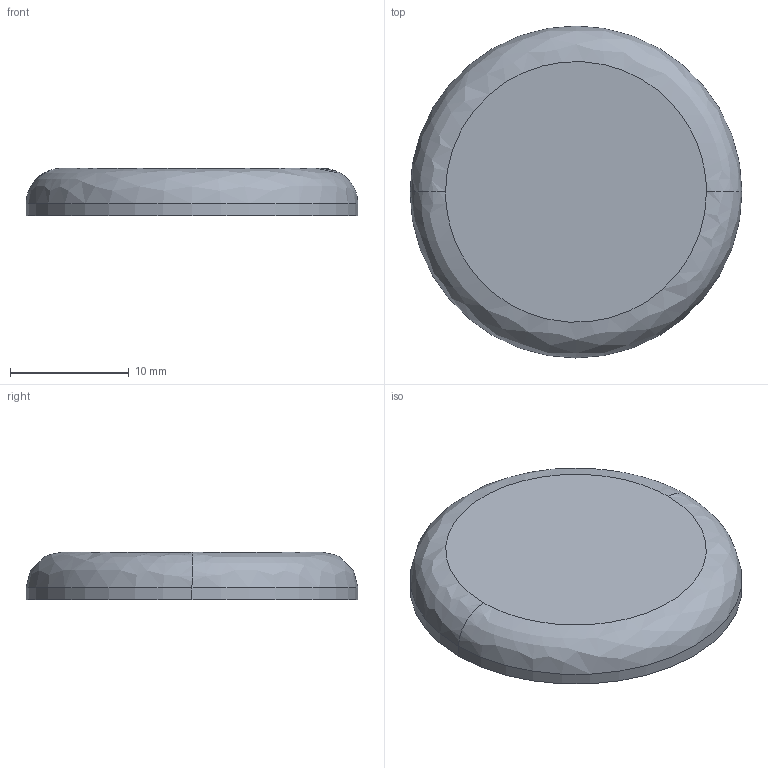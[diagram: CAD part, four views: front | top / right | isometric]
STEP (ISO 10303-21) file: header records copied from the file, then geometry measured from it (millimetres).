
FILE_DESCRIPTION (( 'STEP AP214' ), '1' );
FILE_NAME ('6130005', '2019-02-04T08:08:06', ( '' ), ('JUGARD+KÜNSTNER GmbH'), 'SwSTEP 2.0', 'SolidWorks 2017', '' );
FILE_SCHEMA (( 'AUTOMOTIVE_DESIGN' ));
Length unit declared in the file: millimetre
Products named in the file (1): 6130005_CNAJF00
Bounding box: 28 x 28 x 4 mm (x, y, z)
Volume: 2301.3 mm3; surface area: 1466.2 mm2
Topology: 1 solids, 1 shells, 6 faces, 10 edges, 6 vertices
Faces by surface type: bspline 2, cylinder 2, plane 2
Entity records: 200 total; most frequent: CARTESIAN_POINT 59, DIRECTION 24, ORIENTED_EDGE 20, AXIS2_PLACEMENT_3D 11, EDGE_CURVE 10, VERTEX_POINT 6, ADVANCED_FACE 6, CIRCLE 6
